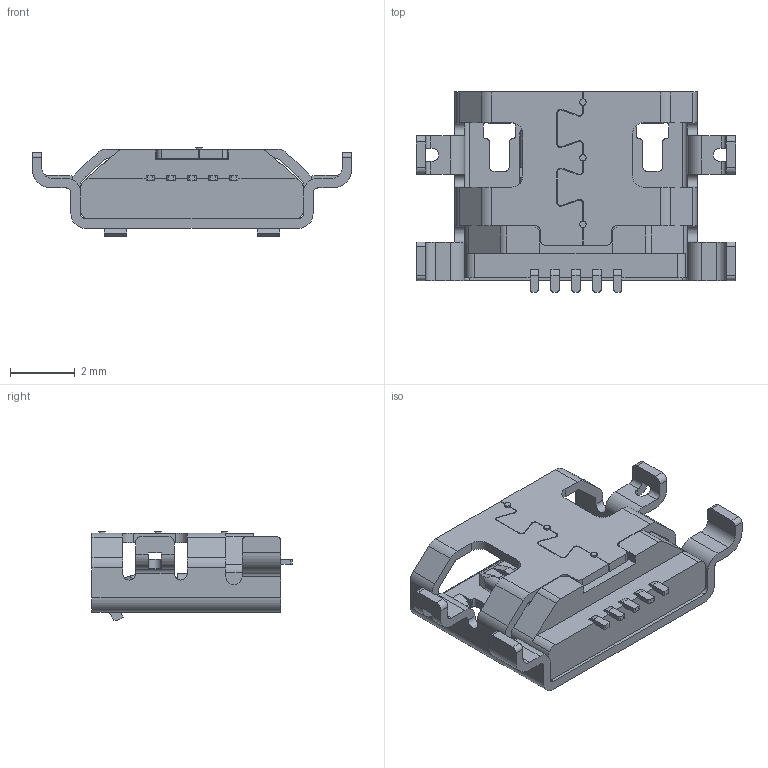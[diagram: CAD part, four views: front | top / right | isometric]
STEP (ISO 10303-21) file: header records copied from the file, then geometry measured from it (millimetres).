
FILE_DESCRIPTION(('CoCreate Modeling STEP Export'),'2;1');
FILE_NAME('79-010101070-404 5P沉板0.8 四脚插板+点焊.stp','2017-09-30T16:59:42',(''),(''),'CoCreate Modeling STEP processor for AP214 (Solid Model)','CoCreate Modeling 16.00 13-May-2008 (C) Parametric Technology GmbH','');
FILE_SCHEMA(('AUTOMOTIVE_DESIGN { 1 0 10303 214 1 1 1 1 }'));
Length unit declared in the file: millimetre
Products named in the file (9): p2; 4DIP08SHELLXIAWUFANBIUAN; 08MOLDING; 4DIP08XIAWUFANBIAN_ASM; USB-1082-05CS.stp; USB-1074-05S.stp; 010101020-005; .stp; _点焊.stp
Assembly tree (8 placements, depth 8):
  _点焊.stp
  .stp
      010101020-005
        USB-1074-05S.stp
          USB-1082-05CS.stp
            4DIP08XIAWUFANBIAN_ASM
              08MOLDING
              4DIP08SHELLXIAWUFANBIUAN
                p2
Bounding box: 9.9 x 6.2 x 2.75 mm (x, y, z)
Volume: 53.1 mm3; surface area: 275.6 mm2
Topology: 1 solids, 1 shells, 571 faces, 1653 edges, 1060 vertices
Faces by surface type: plane 360, cylinder 193, cone 10, torus 8
Entity records: 18653 total; most frequent: CARTESIAN_POINT 3354, ORIENTED_EDGE 3314, DIRECTION 3068, EDGE_CURVE 1653, VECTOR 1160, LINE 1160, VERTEX_POINT 1060, AXIS2_PLACEMENT_3D 954
